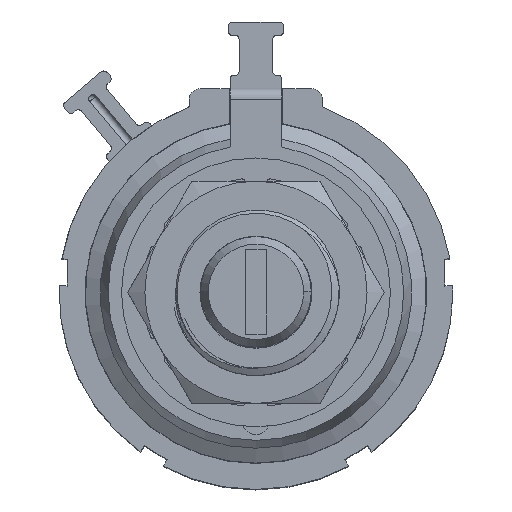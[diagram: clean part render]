
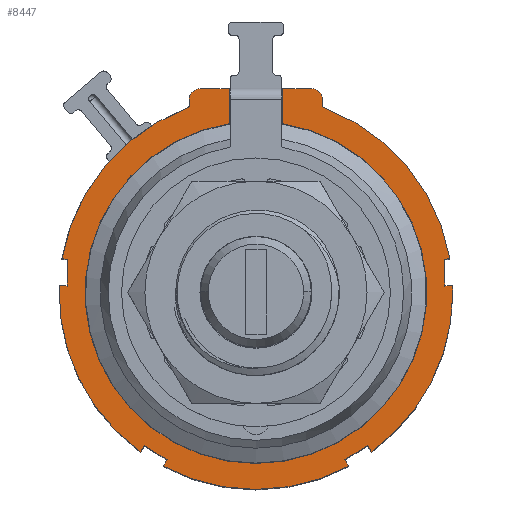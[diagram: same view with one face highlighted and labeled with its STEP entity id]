
A CAD part, top view. The second image highlights one B-rep face of the part: STEP entity #8447.
In plain terms, the highlighted planar face has unit normal (0, 0, 1).
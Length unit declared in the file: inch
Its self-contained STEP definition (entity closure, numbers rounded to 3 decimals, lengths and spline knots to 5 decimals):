
#1=CARTESIAN_POINT('',(0.,0.,0.));
#2=DIRECTION('',(0.,0.,1.));
#3=DIRECTION('',(-0.156,0.988,0.));
#4=AXIS2_PLACEMENT_3D('',#1,#2,#3);
#6=CARTESIAN_POINT('',(0.,0.,0.));
#7=DIRECTION('',(0.,0.,1.));
#8=DIRECTION('',(0.,-1.,0.));
#9=AXIS2_PLACEMENT_3D('',#6,#7,#8);
#11=CARTESIAN_POINT('',(0.125,0.434,0.));
#12=DIRECTION('',(0.,0.,-1.));
#13=DIRECTION('',(0.,1.,0.));
#14=AXIS2_PLACEMENT_3D('',#11,#12,#13);
#16=CARTESIAN_POINT('',(0.155,0.42033,0.));
#17=DIRECTION('',(0.,0.,1.));
#18=DIRECTION('',(-1.,0.,0.));
#19=AXIS2_PLACEMENT_3D('',#16,#17,#18);
#21=CARTESIAN_POINT('',(0.,0.,0.));
#22=DIRECTION('',(0.,0.,-1.));
#23=DIRECTION('',(0.346,0.938,0.));
#24=AXIS2_PLACEMENT_3D('',#21,#22,#23);
#26=DIRECTION('',(-0.995,-0.105,0.));
#27=VECTOR('',#26,0.01149);
#28=CARTESIAN_POINT('',(0.43643,0.07604,0.));
#29=LINE('',#28,#27);
#30=DIRECTION('',(0.995,0.105,0.));
#31=VECTOR('',#30,0.0178);
#32=CARTESIAN_POINT('',(0.425,0.0145,0.));
#33=LINE('',#32,#31);
#34=CARTESIAN_POINT('',(0.,0.,0.));
#35=DIRECTION('',(0.,0.,-1.));
#36=DIRECTION('',(0.999,0.037,0.));
#37=AXIS2_PLACEMENT_3D('',#34,#35,#36);
#39=CARTESIAN_POINT('',(0.,0.,0.));
#40=DIRECTION('',(0.,0.,-1.));
#41=DIRECTION('',(1.,0.,0.));
#42=AXIS2_PLACEMENT_3D('',#39,#40,#41);
#44=DIRECTION('',(-0.53,0.848,0.));
#45=VECTOR('',#44,0.01698);
#46=CARTESIAN_POINT('',(0.25966,-0.35893,0.));
#47=LINE('',#46,#45);
#48=DIRECTION('',(-0.848,-0.53,0.));
#49=VECTOR('',#48,0.06);
#50=CARTESIAN_POINT('',(0.25066,-0.34452,0.));
#51=LINE('',#50,#49);
#52=DIRECTION('',(0.53,-0.848,0.));
#53=VECTOR('',#52,0.01698);
#54=CARTESIAN_POINT('',(0.19977,-0.37632,0.));
#55=LINE('',#54,#53);
#56=CARTESIAN_POINT('',(0.,0.,0.));
#57=DIRECTION('',(0.,0.,-1.));
#58=DIRECTION('',(0.471,-0.882,0.));
#59=AXIS2_PLACEMENT_3D('',#56,#57,#58);
#61=DIRECTION('',(0.53,0.848,0.));
#62=VECTOR('',#61,0.01698);
#63=CARTESIAN_POINT('',(-0.20877,-0.39072,0.));
#64=LINE('',#63,#62);
#65=DIRECTION('',(-0.848,0.53,0.));
#66=VECTOR('',#65,0.06);
#67=CARTESIAN_POINT('',(-0.19977,-0.37632,0.));
#68=LINE('',#67,#66);
#69=DIRECTION('',(-0.53,-0.848,0.));
#70=VECTOR('',#69,0.01698);
#71=CARTESIAN_POINT('',(-0.25066,-0.34452,0.));
#72=LINE('',#71,#70);
#73=CARTESIAN_POINT('',(0.,0.,0.));
#74=DIRECTION('',(0.,0.,-1.));
#75=DIRECTION('',(-0.586,-0.81,0.));
#76=AXIS2_PLACEMENT_3D('',#73,#74,#75);
#78=DIRECTION('',(0.995,-0.105,0.));
#79=VECTOR('',#78,0.0178);
#80=CARTESIAN_POINT('',(-0.4427,0.01636,0.));
#81=LINE('',#80,#79);
#82=DIRECTION('',(-0.995,0.105,0.));
#83=VECTOR('',#82,0.01149);
#84=CARTESIAN_POINT('',(-0.425,0.07483,0.));
#85=LINE('',#84,#83);
#86=CARTESIAN_POINT('',(0.,0.,0.));
#87=DIRECTION('',(0.,0.,-1.));
#88=DIRECTION('',(-0.985,0.172,0.));
#89=AXIS2_PLACEMENT_3D('',#86,#87,#88);
#91=CARTESIAN_POINT('',(-0.155,0.42033,0.));
#92=DIRECTION('',(0.,0.,1.));
#93=DIRECTION('',(0.346,-0.938,0.));
#94=AXIS2_PLACEMENT_3D('',#91,#92,#93);
#96=CARTESIAN_POINT('',(-0.125,0.434,0.));
#97=DIRECTION('',(0.,0.,-1.));
#98=DIRECTION('',(-1.,0.,0.));
#99=AXIS2_PLACEMENT_3D('',#96,#97,#98);
#101=DIRECTION('',(0.,1.,0.));
#102=VECTOR('',#101,0.07921);
#103=CARTESIAN_POINT('',(-0.06,0.37979,0.));
#104=LINE('',#103,#102);
#137=DIRECTION('',(0.,-1.,0.));
#138=VECTOR('',#137,0.07921);
#139=CARTESIAN_POINT('',(0.06,0.459,0.));
#140=LINE('',#139,#138);
#169=DIRECTION('',(-1.,0.,0.));
#170=VECTOR('',#169,0.065);
#171=CARTESIAN_POINT('',(0.125,0.459,0.));
#172=LINE('',#171,#170);
#185=DIRECTION('',(-1.,0.,0.));
#186=VECTOR('',#185,0.065);
#187=CARTESIAN_POINT('',(-0.06,0.459,0.));
#188=LINE('',#187,#186);
#1107=DIRECTION('',(0.,-1.,0.));
#1108=VECTOR('',#1107,0.01367);
#1109=CARTESIAN_POINT('',(-0.15,0.434,0.));
#1110=LINE('',#1109,#1108);
#1157=DIRECTION('',(0.,-1.,0.));
#1158=VECTOR('',#1157,0.06033);
#1159=CARTESIAN_POINT('',(-0.425,0.07483,0.));
#1160=LINE('',#1159,#1158);
#1209=DIRECTION('',(0.,1.,0.));
#1210=VECTOR('',#1209,0.06033);
#1211=CARTESIAN_POINT('',(0.425,0.0145,0.));
#1212=LINE('',#1211,#1210);
#1229=DIRECTION('',(0.,1.,0.));
#1230=VECTOR('',#1229,0.01367);
#1231=CARTESIAN_POINT('',(0.15,0.42033,0.));
#1232=LINE('',#1231,#1230);
#7011=CARTESIAN_POINT('',(-0.06,0.37979,0.));
#7012=CARTESIAN_POINT('',(-0.06,0.459,0.));
#7013=VERTEX_POINT('',#7011);
#7014=VERTEX_POINT('',#7012);
#7015=CARTESIAN_POINT('',(0.06,0.459,0.));
#7016=CARTESIAN_POINT('',(0.06,0.37979,0.));
#7017=VERTEX_POINT('',#7015);
#7018=VERTEX_POINT('',#7016);
#7019=CARTESIAN_POINT('',(0.125,0.459,0.));
#7020=VERTEX_POINT('',#7019);
#7021=CARTESIAN_POINT('',(0.15,0.434,0.));
#7022=VERTEX_POINT('',#7021);
#7023=CARTESIAN_POINT('',(0.15,0.42033,0.));
#7024=VERTEX_POINT('',#7023);
#7025=CARTESIAN_POINT('',(0.15327,0.41564,0.));
#7026=VERTEX_POINT('',#7025);
#7027=CARTESIAN_POINT('',(0.43643,0.07604,0.));
#7028=VERTEX_POINT('',#7027);
#7029=CARTESIAN_POINT('',(0.425,0.07483,0.));
#7030=VERTEX_POINT('',#7029);
#7031=CARTESIAN_POINT('',(0.425,0.0145,0.));
#7032=VERTEX_POINT('',#7031);
#7033=CARTESIAN_POINT('',(0.4427,0.01636,0.));
#7034=VERTEX_POINT('',#7033);
#7035=CARTESIAN_POINT('',(0.443,0.,0.));
#7036=VERTEX_POINT('',#7035);
#7037=CARTESIAN_POINT('',(0.25966,-0.35893,0.));
#7038=VERTEX_POINT('',#7037);
#7039=CARTESIAN_POINT('',(0.25066,-0.34452,0.));
#7040=VERTEX_POINT('',#7039);
#7041=CARTESIAN_POINT('',(0.19977,-0.37632,0.));
#7042=VERTEX_POINT('',#7041);
#7043=CARTESIAN_POINT('',(0.20877,-0.39072,0.));
#7044=VERTEX_POINT('',#7043);
#7045=CARTESIAN_POINT('',(-0.20877,-0.39072,0.));
#7046=VERTEX_POINT('',#7045);
#7047=CARTESIAN_POINT('',(-0.19977,-0.37632,0.));
#7048=VERTEX_POINT('',#7047);
#7049=CARTESIAN_POINT('',(-0.25066,-0.34452,0.));
#7050=VERTEX_POINT('',#7049);
#7051=CARTESIAN_POINT('',(-0.25966,-0.35893,0.));
#7052=VERTEX_POINT('',#7051);
#7053=CARTESIAN_POINT('',(-0.4427,0.01636,0.));
#7054=VERTEX_POINT('',#7053);
#7055=CARTESIAN_POINT('',(-0.425,0.0145,0.));
#7056=VERTEX_POINT('',#7055);
#7057=CARTESIAN_POINT('',(-0.425,0.07483,0.));
#7058=VERTEX_POINT('',#7057);
#7059=CARTESIAN_POINT('',(-0.43643,0.07604,0.));
#7060=VERTEX_POINT('',#7059);
#7061=CARTESIAN_POINT('',(-0.15327,0.41564,0.));
#7062=VERTEX_POINT('',#7061);
#7063=CARTESIAN_POINT('',(-0.15,0.42033,0.));
#7064=VERTEX_POINT('',#7063);
#7065=CARTESIAN_POINT('',(-0.15,0.434,0.));
#7066=VERTEX_POINT('',#7065);
#7067=CARTESIAN_POINT('',(-0.125,0.459,0.));
#7068=VERTEX_POINT('',#7067);
#7087=CARTESIAN_POINT('',(0.,-0.3845,0.));
#7088=VERTEX_POINT('',#7087);
#8380=CARTESIAN_POINT('',(-0.00004,0.00784,0.));
#8381=DIRECTION('',(0.,0.,1.));
#8382=DIRECTION('',(1.,0.,0.));
#8383=AXIS2_PLACEMENT_3D('',#8380,#8381,#8382);
#8384=PLANE('',#8383);
#8386=ORIENTED_EDGE('',*,*,#8385,.F.);
#8388=ORIENTED_EDGE('',*,*,#8387,.T.);
#8390=ORIENTED_EDGE('',*,*,#8389,.T.);
#8392=ORIENTED_EDGE('',*,*,#8391,.F.);
#8394=ORIENTED_EDGE('',*,*,#8393,.F.);
#8396=ORIENTED_EDGE('',*,*,#8395,.T.);
#8398=ORIENTED_EDGE('',*,*,#8397,.F.);
#8400=ORIENTED_EDGE('',*,*,#8399,.T.);
#8402=ORIENTED_EDGE('',*,*,#8401,.T.);
#8404=ORIENTED_EDGE('',*,*,#8403,.T.);
#8406=ORIENTED_EDGE('',*,*,#8405,.F.);
#8408=ORIENTED_EDGE('',*,*,#8407,.T.);
#8410=ORIENTED_EDGE('',*,*,#8409,.T.);
#8412=ORIENTED_EDGE('',*,*,#8411,.T.);
#8414=ORIENTED_EDGE('',*,*,#8413,.T.);
#8416=ORIENTED_EDGE('',*,*,#8415,.T.);
#8418=ORIENTED_EDGE('',*,*,#8417,.T.);
#8420=ORIENTED_EDGE('',*,*,#8419,.T.);
#8422=ORIENTED_EDGE('',*,*,#8421,.T.);
#8424=ORIENTED_EDGE('',*,*,#8423,.T.);
#8426=ORIENTED_EDGE('',*,*,#8425,.T.);
#8428=ORIENTED_EDGE('',*,*,#8427,.T.);
#8430=ORIENTED_EDGE('',*,*,#8429,.T.);
#8432=ORIENTED_EDGE('',*,*,#8431,.F.);
#8434=ORIENTED_EDGE('',*,*,#8433,.T.);
#8436=ORIENTED_EDGE('',*,*,#8435,.T.);
#8438=ORIENTED_EDGE('',*,*,#8437,.T.);
#8440=ORIENTED_EDGE('',*,*,#8439,.F.);
#8442=ORIENTED_EDGE('',*,*,#8441,.T.);
#8444=ORIENTED_EDGE('',*,*,#8443,.F.);
#8445=EDGE_LOOP('',(#8386,#8388,#8390,#8392,#8394,#8396,#8398,#8400,#8402,#8404,
#8406,#8408,#8410,#8412,#8414,#8416,#8418,#8420,#8422,#8424,#8426,#8428,#8430,
#8432,#8434,#8436,#8438,#8440,#8442,#8444));
#8446=FACE_OUTER_BOUND('',#8445,.F.);
#8447=ADVANCED_FACE('',(#8446),#8384,.T.);
#5=CIRCLE('',#4,0.3845);
#10=CIRCLE('',#9,0.3845);
#15=CIRCLE('',#14,0.025);
#20=CIRCLE('',#19,0.005);
#25=CIRCLE('',#24,0.443);
#38=CIRCLE('',#37,0.443);
#43=CIRCLE('',#42,0.443);
#60=CIRCLE('',#59,0.443);
#77=CIRCLE('',#76,0.443);
#90=CIRCLE('',#89,0.443);
#95=CIRCLE('',#94,0.005);
#100=CIRCLE('',#99,0.025);
#8385=EDGE_CURVE('',#7013,#7014,#104,.T.);
#8387=EDGE_CURVE('',#7013,#7088,#5,.T.);
#8389=EDGE_CURVE('',#7088,#7018,#10,.T.);
#8391=EDGE_CURVE('',#7017,#7018,#140,.T.);
#8393=EDGE_CURVE('',#7020,#7017,#172,.T.);
#8395=EDGE_CURVE('',#7020,#7022,#15,.T.);
#8397=EDGE_CURVE('',#7024,#7022,#1232,.T.);
#8399=EDGE_CURVE('',#7024,#7026,#20,.T.);
#8401=EDGE_CURVE('',#7026,#7028,#25,.T.);
#8403=EDGE_CURVE('',#7028,#7030,#29,.T.);
#8405=EDGE_CURVE('',#7032,#7030,#1212,.T.);
#8407=EDGE_CURVE('',#7032,#7034,#33,.T.);
#8409=EDGE_CURVE('',#7034,#7036,#38,.T.);
#8411=EDGE_CURVE('',#7036,#7038,#43,.T.);
#8413=EDGE_CURVE('',#7038,#7040,#47,.T.);
#8415=EDGE_CURVE('',#7040,#7042,#51,.T.);
#8417=EDGE_CURVE('',#7042,#7044,#55,.T.);
#8419=EDGE_CURVE('',#7044,#7046,#60,.T.);
#8421=EDGE_CURVE('',#7046,#7048,#64,.T.);
#8423=EDGE_CURVE('',#7048,#7050,#68,.T.);
#8425=EDGE_CURVE('',#7050,#7052,#72,.T.);
#8427=EDGE_CURVE('',#7052,#7054,#77,.T.);
#8429=EDGE_CURVE('',#7054,#7056,#81,.T.);
#8431=EDGE_CURVE('',#7058,#7056,#1160,.T.);
#8433=EDGE_CURVE('',#7058,#7060,#85,.T.);
#8435=EDGE_CURVE('',#7060,#7062,#90,.T.);
#8437=EDGE_CURVE('',#7062,#7064,#95,.T.);
#8439=EDGE_CURVE('',#7066,#7064,#1110,.T.);
#8441=EDGE_CURVE('',#7066,#7068,#100,.T.);
#8443=EDGE_CURVE('',#7014,#7068,#188,.T.);
